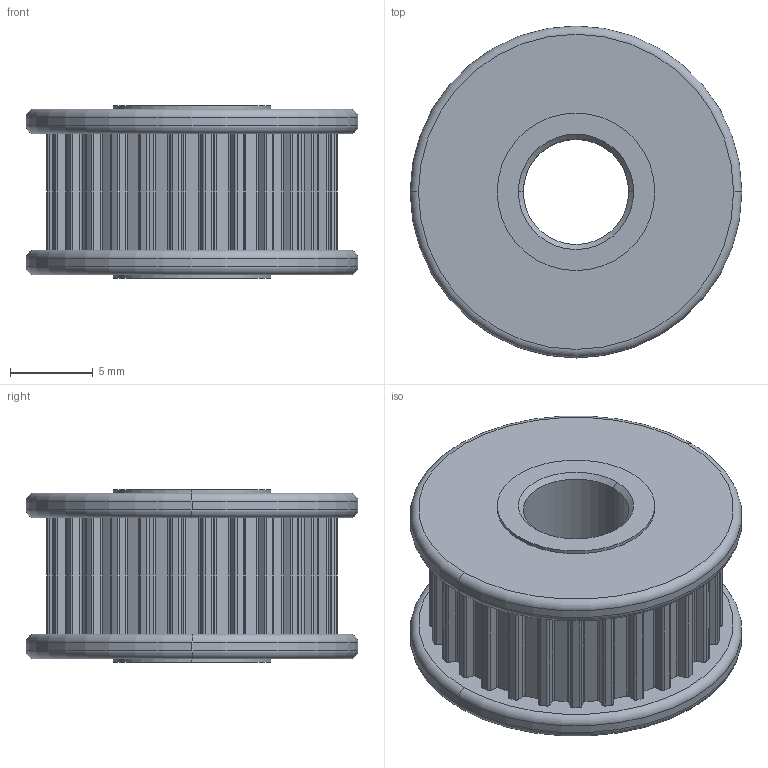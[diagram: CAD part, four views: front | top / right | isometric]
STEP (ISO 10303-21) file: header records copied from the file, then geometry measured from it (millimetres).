
FILE_DESCRIPTION (( 'STEP AP214' ), '1' );
FILE_NAME ('4333240000033.STEP', '2017-10-16T06:10:19', ( '13' ), ( '' ), 'SwSTEP 2.0', 'SolidWorks 2012', '' );
FILE_SCHEMA (( 'AUTOMOTIVE_DESIGN' ));
Length unit declared in the file: millimetre
Products named in the file (1): 4333240000033
Bounding box: 20 x 20 x 10.4 mm (x, y, z)
Volume: 2188.3 mm3; surface area: 1627.6 mm2
Topology: 1 solids, 1 shells, 252 faces, 726 edges, 480 vertices
Faces by surface type: cylinder 150, plane 90, torus 8, cone 4
Entity records: 8432 total; most frequent: DIRECTION 1552, CARTESIAN_POINT 1459, ORIENTED_EDGE 1452, EDGE_CURVE 726, AXIS2_PLACEMENT_3D 573, VERTEX_POINT 480, LINE 406, VECTOR 406
